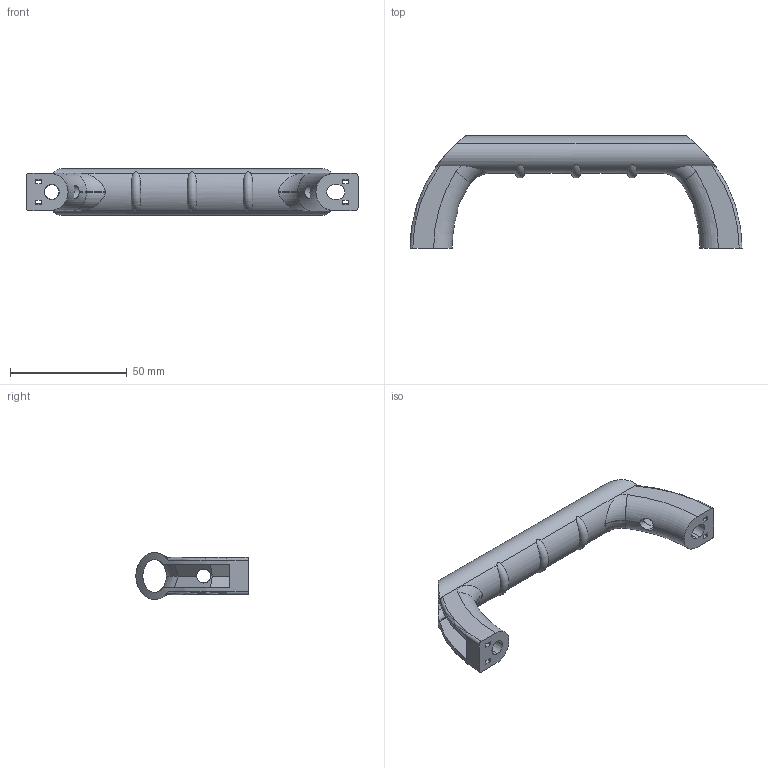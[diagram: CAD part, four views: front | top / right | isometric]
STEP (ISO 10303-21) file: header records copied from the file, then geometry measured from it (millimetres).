
FILE_DESCRIPTION (( 'STEP AP214' ), '1' );
FILE_NAME ('Handle (47065T359).step', '2023-01-06T00:23:45', ( '' ), ( '' ), 'SwSTEP 2.0', 'SolidWorks 2019', '' );
FILE_SCHEMA (( 'AUTOMOTIVE_DESIGN' ));
Length unit declared in the file: millimetre
Products named in the file (1): Handle (47065T359)
Bounding box: 142 x 48 x 19.99 mm (x, y, z)
Volume: 24198.5 mm3; surface area: 17108.6 mm2
Topology: 1 solids, 1 shells, 108 faces, 316 edges, 202 vertices
Faces by surface type: plane 54, cylinder 33, torus 15, cone 6
Entity records: 4577 total; most frequent: CARTESIAN_POINT 1781, ORIENTED_EDGE 632, DIRECTION 510, EDGE_CURVE 316, VERTEX_POINT 202, AXIS2_PLACEMENT_3D 176, VECTOR 158, LINE 158
